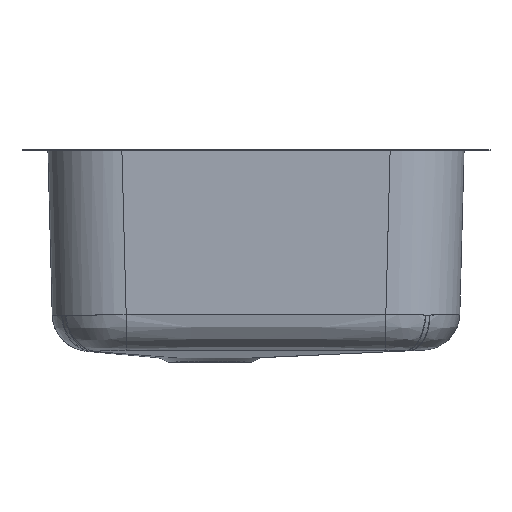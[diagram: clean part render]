
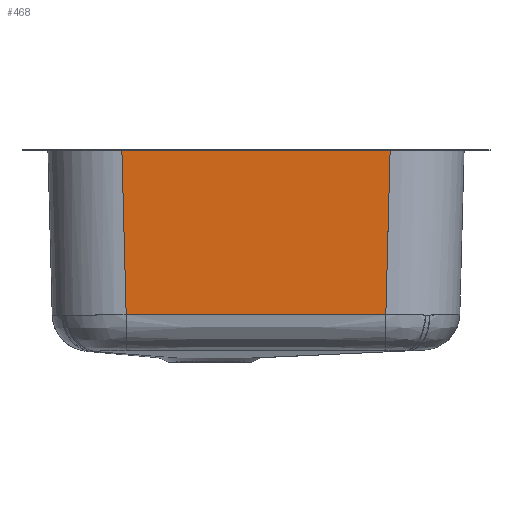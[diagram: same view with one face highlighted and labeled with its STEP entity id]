
A CAD part, left-side view. The second image highlights one B-rep face of the part: STEP entity #468.
In plain terms, the highlighted planar face has unit normal (-1, 0, -0.026).
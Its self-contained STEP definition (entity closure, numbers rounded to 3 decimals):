
#267=LINE('',#4797,#345);
#270=LINE('',#5775,#348);
#277=LINE('',#5785,#355);
#345=VECTOR('',#2847,1.);
#348=VECTOR('',#2890,1.);
#355=VECTOR('',#2903,1.);
#468=ADVANCED_FACE('',(#894),#558,.F.);
#558=PLANE('',#2646);
#684=B_SPLINE_CURVE_WITH_KNOTS('',3,(#5282,#5283,#5284,#5285,#5286,#5287,
#5288),.UNSPECIFIED.,.F.,.F.,(4,3,4),(0.,0.5,1.),.UNSPECIFIED.);
#894=FACE_OUTER_BOUND('',#1045,.T.);
#1045=EDGE_LOOP('',(#1529,#1530,#1531,#1532));
#1529=ORIENTED_EDGE('',*,*,#2321,.F.);
#1530=ORIENTED_EDGE('',*,*,#2387,.T.);
#1531=ORIENTED_EDGE('',*,*,#2357,.T.);
#1532=ORIENTED_EDGE('',*,*,#2394,.T.);
#2022=VERTEX_POINT('',#4796);
#2023=VERTEX_POINT('',#4798);
#2048=VERTEX_POINT('',#5279);
#2049=VERTEX_POINT('',#5281);
#2321=EDGE_CURVE('',#2022,#2023,#267,.T.);
#2357=EDGE_CURVE('',#2048,#2049,#684,.T.);
#2387=EDGE_CURVE('',#2022,#2048,#270,.T.);
#2394=EDGE_CURVE('',#2049,#2023,#277,.T.);
#2646=AXIS2_PLACEMENT_3D('',#5790,#2912,#2913);
#2847=DIRECTION('',(0.,-1.,0.));
#2890=DIRECTION('',(0.026,-0.026,-0.999));
#2903=DIRECTION('',(-0.026,-0.026,0.999));
#2912=DIRECTION('',(1.,0.,0.026));
#2913=DIRECTION('',(0.026,0.,-1.));
#4796=CARTESIAN_POINT('',(1615.486,1110.524,-1.));
#4797=CARTESIAN_POINT('',(1615.486,1218.523,-1.));
#4798=CARTESIAN_POINT('',(1615.486,820.522,-1.));
#5279=CARTESIAN_POINT('',(1620.128,1105.882,-178.277));
#5281=CARTESIAN_POINT('',(1620.125,825.161,-178.164));
#5282=CARTESIAN_POINT('',(1620.128,1105.882,-178.277));
#5283=CARTESIAN_POINT('',(1620.13,1059.095,-178.337));
#5284=CARTESIAN_POINT('',(1620.131,1012.308,-178.361));
#5285=CARTESIAN_POINT('',(1620.13,965.521,-178.338));
#5286=CARTESIAN_POINT('',(1620.129,918.735,-178.315));
#5287=CARTESIAN_POINT('',(1620.128,871.948,-178.247));
#5288=CARTESIAN_POINT('',(1620.125,825.161,-178.164));
#5775=CARTESIAN_POINT('',(1615.559,1110.451,-3.792));
#5785=CARTESIAN_POINT('',(1615.559,820.595,-3.792));
#5790=CARTESIAN_POINT('',(1615.46,965.523,0.));
